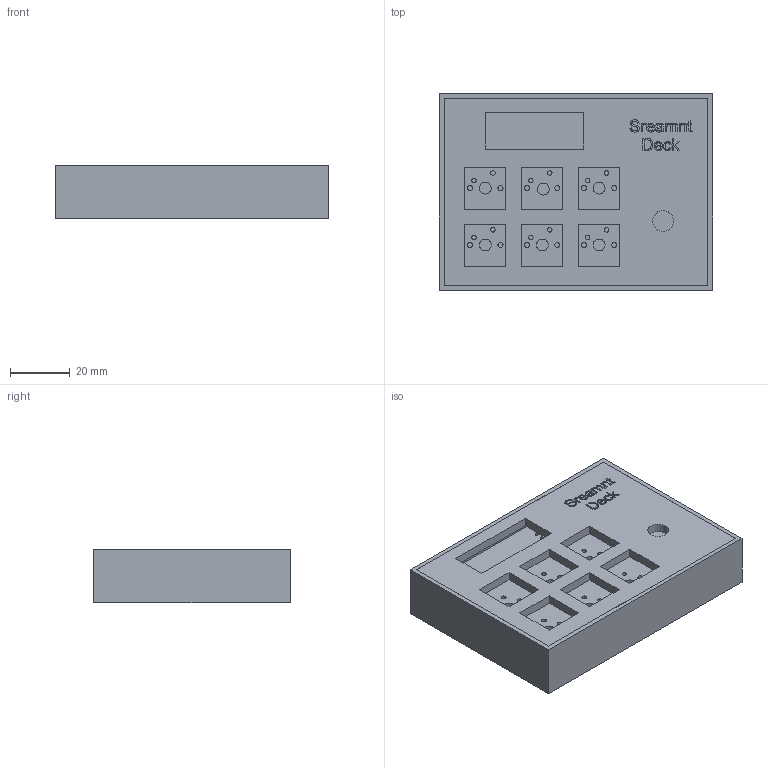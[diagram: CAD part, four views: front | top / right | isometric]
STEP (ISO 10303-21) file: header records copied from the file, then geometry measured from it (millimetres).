
FILE_DESCRIPTION(/* description */ ('KiCad electronic assembly'),/* implementation_level */ '2;1');
FILE_NAME(/* name */ 'hackpad_case_assembly.step',/* time_stamp */ '2026-01-17T20:28:39+02:00',/* author */ (''),/* organization */ (''),/* preprocessor_version */ 'ST-DEVELOPER v20.1',/* originating_system */ 'Autodesk Translation Framework v14.21.0.0',/* authorisation */ '');
FILE_SCHEMA (('AUTOMOTIVE_DESIGN { 1 0 10303 214 3 1 1 }'));
Length unit declared in the file: millimetre
Products named in the file (4): HackPad 1; HackPad_PCB; 2026-01-15-22-05-05-419; 2026-01-15-23-45-12-596
Assembly tree (3 placements, depth 2):
  HackPad 1
    HackPad_PCB
    2026-01-15-22-05-05-419
    2026-01-15-23-45-12-596
Bounding box: 91.49 x 65.78 x 18 mm (x, y, z)
Volume: 49704.8 mm3; surface area: 45026.9 mm2
Topology: 3 solids, 3 shells, 869 faces, 2424 edges, 1616 vertices
Faces by surface type: bspline 507, plane 295, cylinder 67
Full cylindrical faces by diameter (mm): 0.889 x14, 1 x9, 1.5 x12, 1.7 x12, 3.2 x6, 4 x6, 6 x3, 7 x1
Entity records: 32874 total; most frequent: CARTESIAN_POINT 13535, ORIENTED_EDGE 4848, EDGE_CURVE 2424, DIRECTION 2282, VERTEX_POINT 1616, LINE 1276, VECTOR 1276, EDGE_LOOP 1058
